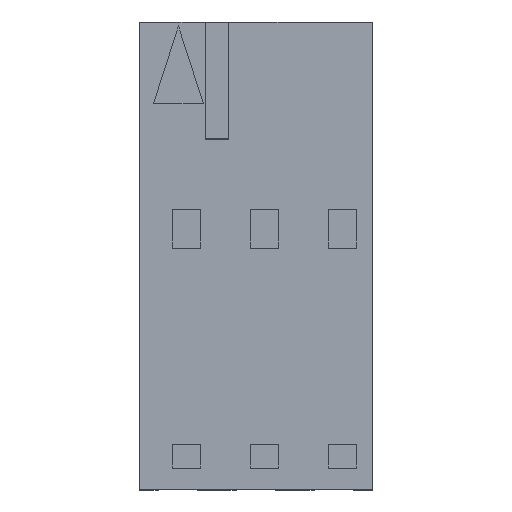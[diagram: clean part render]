
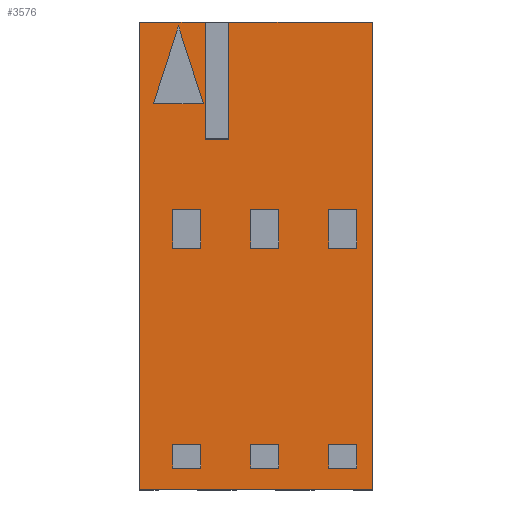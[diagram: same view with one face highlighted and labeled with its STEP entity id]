
A CAD part, top view. The second image highlights one B-rep face of the part: STEP entity #3576.
In plain terms, the highlighted planar face has unit normal (0, 0, 1).
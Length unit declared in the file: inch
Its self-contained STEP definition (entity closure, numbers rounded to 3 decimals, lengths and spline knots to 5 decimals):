
#13=DIRECTION('',(1.,0.,0.));
#14=VECTOR('',#13,0.299);
#15=CARTESIAN_POINT('',(-0.1495,-0.3,0.0495));
#16=LINE('',#15,#14);
#269=DIRECTION('',(1.,0.,0.));
#270=VECTOR('',#269,0.1845);
#271=CARTESIAN_POINT('',(-0.035,0.3,0.0495));
#272=LINE('',#271,#270);
#285=DIRECTION('',(1.,0.,0.));
#286=VECTOR('',#285,0.0845);
#287=CARTESIAN_POINT('',(-0.1495,0.3,0.0495));
#288=LINE('',#287,#286);
#749=DIRECTION('',(0.,1.,0.));
#750=VECTOR('',#749,0.6);
#751=CARTESIAN_POINT('',(0.1495,-0.3,0.0495));
#752=LINE('',#751,#750);
#753=DIRECTION('',(1.,0.,0.));
#754=VECTOR('',#753,0.036);
#755=CARTESIAN_POINT('',(-0.107,0.01,0.0495));
#756=LINE('',#755,#754);
#757=DIRECTION('',(0.,1.,0.));
#758=VECTOR('',#757,0.05);
#759=CARTESIAN_POINT('',(-0.071,0.01,0.0495));
#760=LINE('',#759,#758);
#761=DIRECTION('',(1.,0.,0.));
#762=VECTOR('',#761,0.036);
#763=CARTESIAN_POINT('',(-0.107,0.06,0.0495));
#764=LINE('',#763,#762);
#765=DIRECTION('',(0.,-1.,0.));
#766=VECTOR('',#765,0.05);
#767=CARTESIAN_POINT('',(-0.107,0.06,0.0495));
#768=LINE('',#767,#766);
#769=DIRECTION('',(1.,0.,0.));
#770=VECTOR('',#769,0.036);
#771=CARTESIAN_POINT('',(-0.107,-0.272,0.0495));
#772=LINE('',#771,#770);
#773=DIRECTION('',(0.,1.,0.));
#774=VECTOR('',#773,0.03);
#775=CARTESIAN_POINT('',(-0.071,-0.272,0.0495));
#776=LINE('',#775,#774);
#777=DIRECTION('',(1.,0.,0.));
#778=VECTOR('',#777,0.036);
#779=CARTESIAN_POINT('',(-0.107,-0.242,0.0495));
#780=LINE('',#779,#778);
#781=DIRECTION('',(0.,-1.,0.));
#782=VECTOR('',#781,0.03);
#783=CARTESIAN_POINT('',(-0.107,-0.242,0.0495));
#784=LINE('',#783,#782);
#785=DIRECTION('',(1.,0.,0.));
#786=VECTOR('',#785,0.036);
#787=CARTESIAN_POINT('',(-0.007,0.01,0.0495));
#788=LINE('',#787,#786);
#789=DIRECTION('',(0.,1.,0.));
#790=VECTOR('',#789,0.05);
#791=CARTESIAN_POINT('',(0.029,0.01,0.0495));
#792=LINE('',#791,#790);
#793=DIRECTION('',(-1.,0.,0.));
#794=VECTOR('',#793,0.036);
#795=CARTESIAN_POINT('',(0.029,0.06,0.0495));
#796=LINE('',#795,#794);
#797=DIRECTION('',(0.,-1.,0.));
#798=VECTOR('',#797,0.05);
#799=CARTESIAN_POINT('',(-0.007,0.06,0.0495));
#800=LINE('',#799,#798);
#801=DIRECTION('',(1.,0.,0.));
#802=VECTOR('',#801,0.036);
#803=CARTESIAN_POINT('',(-0.007,-0.272,0.0495));
#804=LINE('',#803,#802);
#805=DIRECTION('',(0.,1.,0.));
#806=VECTOR('',#805,0.03);
#807=CARTESIAN_POINT('',(0.029,-0.272,0.0495));
#808=LINE('',#807,#806);
#809=DIRECTION('',(-1.,0.,0.));
#810=VECTOR('',#809,0.036);
#811=CARTESIAN_POINT('',(0.029,-0.242,0.0495));
#812=LINE('',#811,#810);
#813=DIRECTION('',(0.,-1.,0.));
#814=VECTOR('',#813,0.03);
#815=CARTESIAN_POINT('',(-0.007,-0.242,0.0495));
#816=LINE('',#815,#814);
#817=DIRECTION('',(1.,0.,0.));
#818=VECTOR('',#817,0.036);
#819=CARTESIAN_POINT('',(0.093,0.01,0.0495));
#820=LINE('',#819,#818);
#821=DIRECTION('',(0.,1.,0.));
#822=VECTOR('',#821,0.05);
#823=CARTESIAN_POINT('',(0.129,0.01,0.0495));
#824=LINE('',#823,#822);
#825=DIRECTION('',(-1.,0.,0.));
#826=VECTOR('',#825,0.036);
#827=CARTESIAN_POINT('',(0.129,0.06,0.0495));
#828=LINE('',#827,#826);
#829=DIRECTION('',(0.,-1.,0.));
#830=VECTOR('',#829,0.05);
#831=CARTESIAN_POINT('',(0.093,0.06,0.0495));
#832=LINE('',#831,#830);
#833=DIRECTION('',(1.,0.,0.));
#834=VECTOR('',#833,0.036);
#835=CARTESIAN_POINT('',(0.093,-0.272,0.0495));
#836=LINE('',#835,#834);
#837=DIRECTION('',(0.,1.,0.));
#838=VECTOR('',#837,0.03);
#839=CARTESIAN_POINT('',(0.129,-0.272,0.0495));
#840=LINE('',#839,#838);
#841=DIRECTION('',(-1.,0.,0.));
#842=VECTOR('',#841,0.036);
#843=CARTESIAN_POINT('',(0.129,-0.242,0.0495));
#844=LINE('',#843,#842);
#845=DIRECTION('',(0.,-1.,0.));
#846=VECTOR('',#845,0.03);
#847=CARTESIAN_POINT('',(0.093,-0.242,0.0495));
#848=LINE('',#847,#846);
#849=DIRECTION('',(0.,-1.,0.));
#850=VECTOR('',#849,0.15);
#851=CARTESIAN_POINT('',(-0.035,0.3,0.0495));
#852=LINE('',#851,#850);
#853=DIRECTION('',(0.,1.,0.));
#854=VECTOR('',#853,0.6);
#855=CARTESIAN_POINT('',(-0.1495,-0.3,0.0495));
#856=LINE('',#855,#854);
#857=DIRECTION('',(0.,-1.,0.));
#858=VECTOR('',#857,0.15);
#859=CARTESIAN_POINT('',(-0.065,0.3,0.0495));
#860=LINE('',#859,#858);
#861=DIRECTION('',(1.,0.,0.));
#862=VECTOR('',#861,0.03);
#863=CARTESIAN_POINT('',(-0.065,0.15,0.0495));
#864=LINE('',#863,#862);
#865=DIRECTION('',(-0.305,-0.952,0.));
#866=VECTOR('',#865,0.105);
#867=CARTESIAN_POINT('',(-0.0995,0.295,0.0495));
#868=LINE('',#867,#866);
#869=DIRECTION('',(1.,0.,0.));
#870=VECTOR('',#869,0.064);
#871=CARTESIAN_POINT('',(-0.1315,0.195,0.0495));
#872=LINE('',#871,#870);
#873=DIRECTION('',(-0.305,0.952,0.));
#874=VECTOR('',#873,0.105);
#875=CARTESIAN_POINT('',(-0.0675,0.195,0.0495));
#876=LINE('',#875,#874);
#1806=CARTESIAN_POINT('',(-0.1495,-0.3,0.0495));
#1808=VERTEX_POINT('',#1806);
#1809=CARTESIAN_POINT('',(0.1495,-0.3,0.0495));
#1810=VERTEX_POINT('',#1809);
#1814=CARTESIAN_POINT('',(-0.1495,0.3,0.0495));
#1816=VERTEX_POINT('',#1814);
#1817=CARTESIAN_POINT('',(0.1495,0.3,0.0495));
#1819=VERTEX_POINT('',#1817);
#1837=CARTESIAN_POINT('',(-0.107,0.01,0.0495));
#1838=CARTESIAN_POINT('',(-0.071,0.01,0.0495));
#1839=VERTEX_POINT('',#1837);
#1840=VERTEX_POINT('',#1838);
#1841=CARTESIAN_POINT('',(-0.071,0.06,0.0495));
#1842=VERTEX_POINT('',#1841);
#1843=CARTESIAN_POINT('',(-0.107,0.06,0.0495));
#1844=VERTEX_POINT('',#1843);
#1845=CARTESIAN_POINT('',(-0.107,-0.272,0.0495));
#1846=CARTESIAN_POINT('',(-0.071,-0.272,0.0495));
#1847=VERTEX_POINT('',#1845);
#1848=VERTEX_POINT('',#1846);
#1849=CARTESIAN_POINT('',(-0.071,-0.242,0.0495));
#1850=VERTEX_POINT('',#1849);
#1851=CARTESIAN_POINT('',(-0.107,-0.242,0.0495));
#1852=VERTEX_POINT('',#1851);
#1877=CARTESIAN_POINT('',(-0.035,0.3,0.0495));
#1878=CARTESIAN_POINT('',(-0.035,0.15,0.0495));
#1879=VERTEX_POINT('',#1877);
#1880=VERTEX_POINT('',#1878);
#1881=CARTESIAN_POINT('',(-0.065,0.3,0.0495));
#1882=CARTESIAN_POINT('',(-0.065,0.15,0.0495));
#1883=VERTEX_POINT('',#1881);
#1884=VERTEX_POINT('',#1882);
#2145=CARTESIAN_POINT('',(-0.007,0.01,0.0495));
#2146=CARTESIAN_POINT('',(0.029,0.01,0.0495));
#2147=VERTEX_POINT('',#2145);
#2148=VERTEX_POINT('',#2146);
#2149=CARTESIAN_POINT('',(0.029,0.06,0.0495));
#2150=VERTEX_POINT('',#2149);
#2151=CARTESIAN_POINT('',(-0.007,0.06,0.0495));
#2152=VERTEX_POINT('',#2151);
#2153=CARTESIAN_POINT('',(-0.007,-0.272,0.0495));
#2154=CARTESIAN_POINT('',(0.029,-0.272,0.0495));
#2155=VERTEX_POINT('',#2153);
#2156=VERTEX_POINT('',#2154);
#2157=CARTESIAN_POINT('',(0.029,-0.242,0.0495));
#2158=VERTEX_POINT('',#2157);
#2159=CARTESIAN_POINT('',(-0.007,-0.242,0.0495));
#2160=VERTEX_POINT('',#2159);
#2177=CARTESIAN_POINT('',(0.093,0.01,0.0495));
#2178=CARTESIAN_POINT('',(0.129,0.01,0.0495));
#2179=VERTEX_POINT('',#2177);
#2180=VERTEX_POINT('',#2178);
#2181=CARTESIAN_POINT('',(0.129,0.06,0.0495));
#2182=VERTEX_POINT('',#2181);
#2183=CARTESIAN_POINT('',(0.093,0.06,0.0495));
#2184=VERTEX_POINT('',#2183);
#2185=CARTESIAN_POINT('',(0.093,-0.272,0.0495));
#2186=CARTESIAN_POINT('',(0.129,-0.272,0.0495));
#2187=VERTEX_POINT('',#2185);
#2188=VERTEX_POINT('',#2186);
#2189=CARTESIAN_POINT('',(0.129,-0.242,0.0495));
#2190=VERTEX_POINT('',#2189);
#2191=CARTESIAN_POINT('',(0.093,-0.242,0.0495));
#2192=VERTEX_POINT('',#2191);
#2375=CARTESIAN_POINT('',(-0.0995,0.295,0.0495));
#2376=CARTESIAN_POINT('',(-0.1315,0.195,0.0495));
#2377=VERTEX_POINT('',#2375);
#2378=VERTEX_POINT('',#2376);
#2379=CARTESIAN_POINT('',(-0.0675,0.195,0.0495));
#2380=VERTEX_POINT('',#2379);
#3489=CARTESIAN_POINT('',(-0.1495,-0.3,0.0495));
#3490=DIRECTION('',(0.,0.,1.));
#3491=DIRECTION('',(1.,0.,0.));
#3492=AXIS2_PLACEMENT_3D('',#3489,#3490,#3491);
#3493=PLANE('',#3492);
#3495=ORIENTED_EDGE('',*,*,#3494,.F.);
#3496=ORIENTED_EDGE('',*,*,#2732,.T.);
#3497=ORIENTED_EDGE('',*,*,#3482,.F.);
#3498=ORIENTED_EDGE('',*,*,#2392,.F.);
#3500=ORIENTED_EDGE('',*,*,#3499,.T.);
#3501=ORIENTED_EDGE('',*,*,#2740,.T.);
#3503=ORIENTED_EDGE('',*,*,#3502,.T.);
#3505=ORIENTED_EDGE('',*,*,#3504,.T.);
#3506=EDGE_LOOP('',(#3495,#3496,#3497,#3498,#3500,#3501,#3503,#3505));
#3507=FACE_OUTER_BOUND('',#3506,.F.);
#3509=ORIENTED_EDGE('',*,*,#3508,.T.);
#3511=ORIENTED_EDGE('',*,*,#3510,.T.);
#3513=ORIENTED_EDGE('',*,*,#3512,.F.);
#3515=ORIENTED_EDGE('',*,*,#3514,.T.);
#3516=EDGE_LOOP('',(#3509,#3511,#3513,#3515));
#3517=FACE_BOUND('',#3516,.F.);
#3519=ORIENTED_EDGE('',*,*,#3518,.T.);
#3521=ORIENTED_EDGE('',*,*,#3520,.T.);
#3523=ORIENTED_EDGE('',*,*,#3522,.T.);
#3525=ORIENTED_EDGE('',*,*,#3524,.T.);
#3526=EDGE_LOOP('',(#3519,#3521,#3523,#3525));
#3527=FACE_BOUND('',#3526,.F.);
#3529=ORIENTED_EDGE('',*,*,#3528,.T.);
#3531=ORIENTED_EDGE('',*,*,#3530,.T.);
#3533=ORIENTED_EDGE('',*,*,#3532,.T.);
#3535=ORIENTED_EDGE('',*,*,#3534,.T.);
#3536=EDGE_LOOP('',(#3529,#3531,#3533,#3535));
#3537=FACE_BOUND('',#3536,.F.);
#3539=ORIENTED_EDGE('',*,*,#3538,.T.);
#3541=ORIENTED_EDGE('',*,*,#3540,.T.);
#3543=ORIENTED_EDGE('',*,*,#3542,.T.);
#3545=ORIENTED_EDGE('',*,*,#3544,.T.);
#3546=EDGE_LOOP('',(#3539,#3541,#3543,#3545));
#3547=FACE_BOUND('',#3546,.F.);
#3549=ORIENTED_EDGE('',*,*,#3548,.T.);
#3551=ORIENTED_EDGE('',*,*,#3550,.T.);
#3553=ORIENTED_EDGE('',*,*,#3552,.T.);
#3555=ORIENTED_EDGE('',*,*,#3554,.T.);
#3556=EDGE_LOOP('',(#3549,#3551,#3553,#3555));
#3557=FACE_BOUND('',#3556,.F.);
#3559=ORIENTED_EDGE('',*,*,#3558,.T.);
#3561=ORIENTED_EDGE('',*,*,#3560,.T.);
#3563=ORIENTED_EDGE('',*,*,#3562,.F.);
#3565=ORIENTED_EDGE('',*,*,#3564,.T.);
#3566=EDGE_LOOP('',(#3559,#3561,#3563,#3565));
#3567=FACE_BOUND('',#3566,.F.);
#3569=ORIENTED_EDGE('',*,*,#3568,.T.);
#3571=ORIENTED_EDGE('',*,*,#3570,.T.);
#3573=ORIENTED_EDGE('',*,*,#3572,.T.);
#3574=EDGE_LOOP('',(#3569,#3571,#3573));
#3575=FACE_BOUND('',#3574,.F.);
#3576=ADVANCED_FACE('',(#3507,#3517,#3527,#3537,#3547,#3557,#3567,#3575),#3493,
.T.);
#2392=EDGE_CURVE('',#1808,#1810,#16,.T.);
#2732=EDGE_CURVE('',#1879,#1819,#272,.T.);
#2740=EDGE_CURVE('',#1816,#1883,#288,.T.);
#3482=EDGE_CURVE('',#1810,#1819,#752,.T.);
#3494=EDGE_CURVE('',#1879,#1880,#852,.T.);
#3499=EDGE_CURVE('',#1808,#1816,#856,.T.);
#3502=EDGE_CURVE('',#1883,#1884,#860,.T.);
#3504=EDGE_CURVE('',#1884,#1880,#864,.T.);
#3508=EDGE_CURVE('',#1847,#1848,#772,.T.);
#3510=EDGE_CURVE('',#1848,#1850,#776,.T.);
#3512=EDGE_CURVE('',#1852,#1850,#780,.T.);
#3514=EDGE_CURVE('',#1852,#1847,#784,.T.);
#3518=EDGE_CURVE('',#2147,#2148,#788,.T.);
#3520=EDGE_CURVE('',#2148,#2150,#792,.T.);
#3522=EDGE_CURVE('',#2150,#2152,#796,.T.);
#3524=EDGE_CURVE('',#2152,#2147,#800,.T.);
#3528=EDGE_CURVE('',#2155,#2156,#804,.T.);
#3530=EDGE_CURVE('',#2156,#2158,#808,.T.);
#3532=EDGE_CURVE('',#2158,#2160,#812,.T.);
#3534=EDGE_CURVE('',#2160,#2155,#816,.T.);
#3538=EDGE_CURVE('',#2179,#2180,#820,.T.);
#3540=EDGE_CURVE('',#2180,#2182,#824,.T.);
#3542=EDGE_CURVE('',#2182,#2184,#828,.T.);
#3544=EDGE_CURVE('',#2184,#2179,#832,.T.);
#3548=EDGE_CURVE('',#2187,#2188,#836,.T.);
#3550=EDGE_CURVE('',#2188,#2190,#840,.T.);
#3552=EDGE_CURVE('',#2190,#2192,#844,.T.);
#3554=EDGE_CURVE('',#2192,#2187,#848,.T.);
#3558=EDGE_CURVE('',#1839,#1840,#756,.T.);
#3560=EDGE_CURVE('',#1840,#1842,#760,.T.);
#3562=EDGE_CURVE('',#1844,#1842,#764,.T.);
#3564=EDGE_CURVE('',#1844,#1839,#768,.T.);
#3568=EDGE_CURVE('',#2377,#2378,#868,.T.);
#3570=EDGE_CURVE('',#2378,#2380,#872,.T.);
#3572=EDGE_CURVE('',#2380,#2377,#876,.T.);
